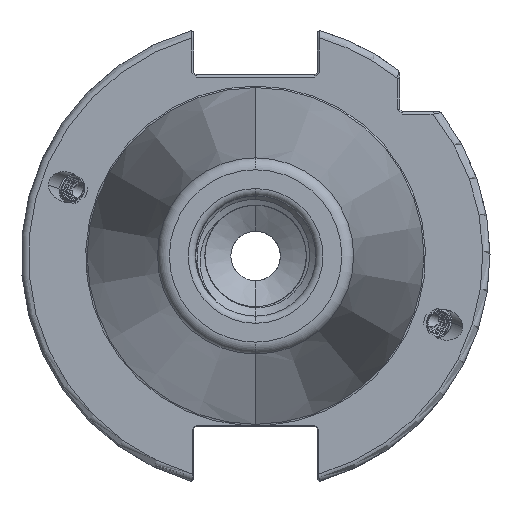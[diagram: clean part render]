
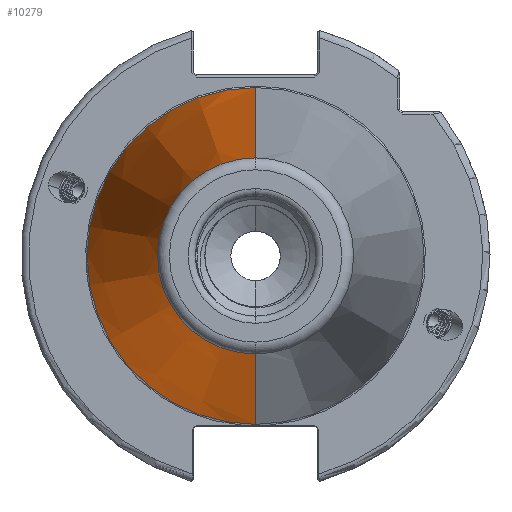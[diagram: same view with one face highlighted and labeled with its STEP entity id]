
A CAD part, left-side view. The second image highlights one B-rep face of the part: STEP entity #10279.
In plain terms, the highlighted conical face has half-angle 8.297 degrees and reference radius 35.392 mm.
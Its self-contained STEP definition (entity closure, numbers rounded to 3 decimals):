
#2480 = VERTEX_POINT ( 'NONE', #5055 ) ;
#2486 = VERTEX_POINT ( 'NONE', #5061 ) ;
#2495 = VERTEX_POINT ( 'NONE', #5070 ) ;
#2503 = VERTEX_POINT ( 'NONE', #5078 ) ;
#2508 = VERTEX_POINT ( 'NONE', #5083 ) ;
#5055 = CARTESIAN_POINT ( 'NONE',  ( -102.811, 0., -20.399 ) ) ;
#5061 = CARTESIAN_POINT ( 'NONE',  ( -2.5, 0., -35.027 ) ) ;
#5070 = CARTESIAN_POINT ( 'NONE',  ( -2.5, 35.027, 0. ) ) ;
#5078 = CARTESIAN_POINT ( 'NONE',  ( -2.5, 0., 35.027 ) ) ;
#5083 = CARTESIAN_POINT ( 'NONE',  ( -102.811, 0., 20.399 ) ) ;
#8728 = CARTESIAN_POINT ( 'NONE',  ( -102.811, 0., 0. ) ) ;
#8729 = DIRECTION ( 'NONE',  ( 1., 0., 0. ) ) ;
#8730 = DIRECTION ( 'NONE',  ( 0., 0., 1. ) ) ;
#8789 = CARTESIAN_POINT ( 'NONE',  ( -2.5, 0., 0. ) ) ;
#8790 = LINE ( 'NONE', #8791, #19608 ) ;
#8791 = CARTESIAN_POINT ( 'NONE',  ( 0., 0., 35.392 ) ) ;
#8792 = DIRECTION ( 'NONE',  ( 0.99, 0., 0.144 ) ) ;
#8793 = DIRECTION ( 'NONE',  ( 1., 0., 0. ) ) ;
#8794 = DIRECTION ( 'NONE',  ( 0., 1., 0. ) ) ;
#8795 = CARTESIAN_POINT ( 'NONE',  ( -2.5, 0., 0. ) ) ;
#8796 = DIRECTION ( 'NONE',  ( 1., 0., 0. ) ) ;
#8797 = DIRECTION ( 'NONE',  ( 0., 1., 0. ) ) ;
#8799 = LINE ( 'NONE', #8800, #19610 ) ;
#8800 = CARTESIAN_POINT ( 'NONE',  ( 0., 0., -35.392 ) ) ;
#8801 = DIRECTION ( 'NONE',  ( 0.99, 0., -0.144 ) ) ;
#9550 = CARTESIAN_POINT ( 'NONE',  ( 0., 0., 0. ) ) ;
#9551 = DIRECTION ( 'NONE',  ( 1., 0., 0. ) ) ;
#9552 = DIRECTION ( 'NONE',  ( 0., 0., -1. ) ) ;
#10279 = ADVANCED_FACE ( 'NONE', ( #14696 ), #18097, .T. ) ;
#14691 = AXIS2_PLACEMENT_3D ( 'NONE', #9550, #9551, #9552 ) ;
#14696 = FACE_OUTER_BOUND ( 'NONE', #19768, .T. ) ;
#18097 = CONICAL_SURFACE ( 'NONE', #14691, 35.392, 0.145 ) ;
#18220 = CIRCLE ( 'NONE', #19583, 20.399 ) ;
#18239 = CIRCLE ( 'NONE', #19606, 35.027 ) ;
#18240 = CIRCLE ( 'NONE', #19609, 35.027 ) ;
#18562 = EDGE_CURVE ( 'NONE', #2480, #2508, #18220, .T. ) ;
#18582 = EDGE_CURVE ( 'NONE', #2508, #2503, #8790, .T. ) ;
#18583 = EDGE_CURVE ( 'NONE', #2495, #2503, #18239, .T. ) ;
#18584 = EDGE_CURVE ( 'NONE', #2486, #2495, #18240, .T. ) ;
#18585 = EDGE_CURVE ( 'NONE', #2480, #2486, #8799, .T. ) ;
#19583 = AXIS2_PLACEMENT_3D ( 'NONE', #8728, #8729, #8730 ) ;
#19606 = AXIS2_PLACEMENT_3D ( 'NONE', #8789, #8793, #8794 ) ;
#19608 = VECTOR ( 'NONE', #8792, 1000. ) ;
#19609 = AXIS2_PLACEMENT_3D ( 'NONE', #8795, #8796, #8797 ) ;
#19610 = VECTOR ( 'NONE', #8801, 1000. ) ;
#19768 = EDGE_LOOP ( 'NONE', ( #19935, #19933, #19934, #19932, #19931 ) ) ;
#19931 = ORIENTED_EDGE ( 'NONE', *, *, #18585, .F. ) ;
#19932 = ORIENTED_EDGE ( 'NONE', *, *, #18584, .F. ) ;
#19933 = ORIENTED_EDGE ( 'NONE', *, *, #18582, .T. ) ;
#19934 = ORIENTED_EDGE ( 'NONE', *, *, #18583, .F. ) ;
#19935 = ORIENTED_EDGE ( 'NONE', *, *, #18562, .T. ) ;
